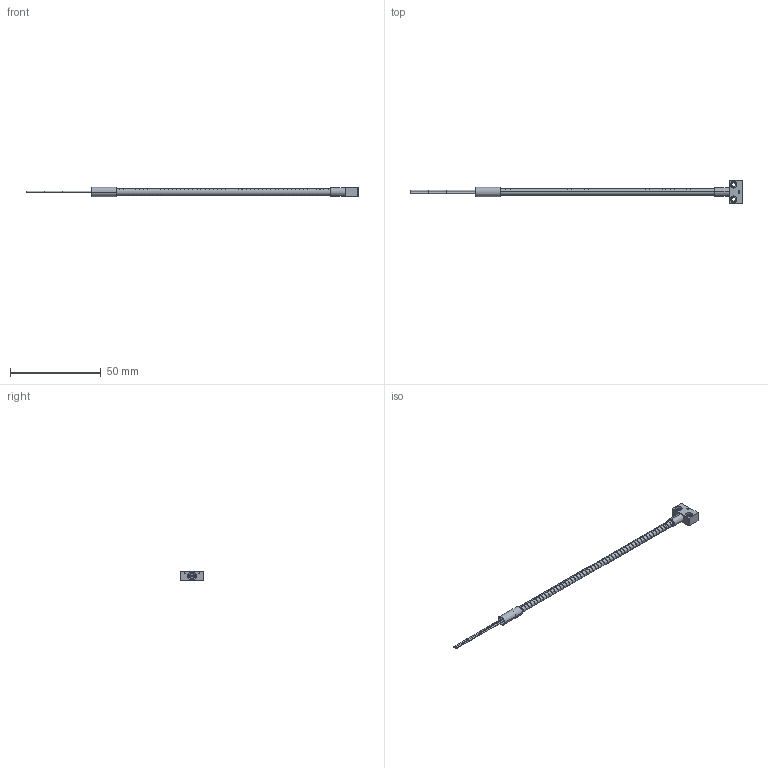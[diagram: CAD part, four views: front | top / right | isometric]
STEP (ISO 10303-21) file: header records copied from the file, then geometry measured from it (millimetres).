
FILE_DESCRIPTION((''),'2;1');
FILE_NAME('199568_ASM','2022-09-22T08:40:45',('PDMAdmin'),('BANNER ENGINEERING'),'CREO PARAMETRIC BY PTC INC, 2019292','CREO PARAMETRIC BY PTC INC, 2019292','');
FILE_SCHEMA(('CONFIG_CONTROL_DESIGN'));
Products named in the file (7): 199484; 116134; 110534; 35315; 58146; 802862_ASM; 199568_ASM
Assembly tree (7 placements, depth 3):
  199568_ASM
    802862_ASM
      199484
      116134
      110534
      35315
      58146  x2
Bounding box: 182.99 x 12.95 x 5.33 mm (x, y, z)
Volume: 1069 mm3; surface area: 6651.4 mm2
Topology: 7 solids, 9 shells, 159 faces, 340 edges, 198 vertices
Faces by surface type: bspline 68, cylinder 56, plane 27, cone 8
Entity records: 16502 total; most frequent: CARTESIAN_POINT 13407, ORIENTED_EDGE 620, DIRECTION 550, EDGE_CURVE 312, AXIS2_PLACEMENT_3D 205, VERTEX_POINT 182, EDGE_LOOP 164, FACE_OUTER_BOUND 145
